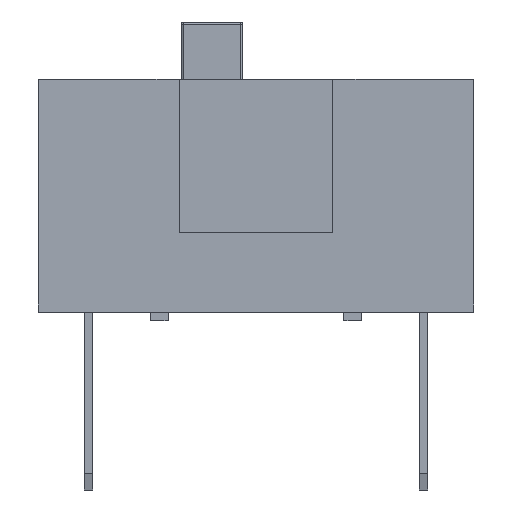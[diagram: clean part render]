
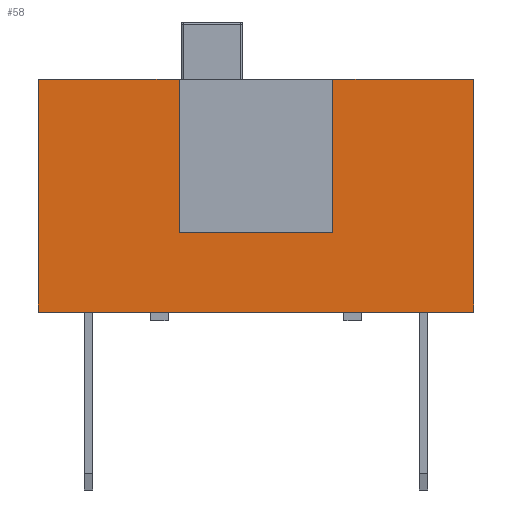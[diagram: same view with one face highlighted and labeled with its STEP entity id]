
A CAD part, left-side view. The second image highlights one B-rep face of the part: STEP entity #58.
In plain terms, the highlighted planar face has unit normal (-1, 0, 0).
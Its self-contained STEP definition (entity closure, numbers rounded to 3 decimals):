
#58=ADVANCED_FACE('',(#11659),#11661,.T.);
#11659=FACE_BOUND('',#11660,.T.);
#11660=EDGE_LOOP('',(#20790,#20791,#20792,#20793,#20794,#20795,#20796,#20797));
#11661=PLANE('',#11662);
#11662=AXIS2_PLACEMENT_3D('',#11663,#11664,#11665);
#11663=CARTESIAN_POINT('',(-2.,0.,0.));
#11664=DIRECTION('',(-1.,0.,0.));
#11665=DIRECTION('',(0.,0.,1.));
#20790=ORIENTED_EDGE('',*,*,#27680,.T.);
#20791=ORIENTED_EDGE('',*,*,#27681,.T.);
#20792=ORIENTED_EDGE('',*,*,#27682,.T.);
#20793=ORIENTED_EDGE('',*,*,#27683,.T.);
#20794=ORIENTED_EDGE('',*,*,#27684,.T.);
#20795=ORIENTED_EDGE('',*,*,#27685,.T.);
#20796=ORIENTED_EDGE('',*,*,#27686,.T.);
#20797=ORIENTED_EDGE('',*,*,#27687,.T.);
#27680=EDGE_CURVE('',#31125,#31126,#31127,.F.);
#27681=EDGE_CURVE('',#31126,#31128,#31129,.F.);
#27682=EDGE_CURVE('',#31128,#31130,#31131,.F.);
#27683=EDGE_CURVE('',#31130,#31132,#31133,.T.);
#27684=EDGE_CURVE('',#31132,#31134,#31135,.T.);
#27685=EDGE_CURVE('',#31134,#31136,#31137,.T.);
#27686=EDGE_CURVE('',#31136,#31138,#31139,.T.);
#27687=EDGE_CURVE('',#31138,#31125,#31140,.T.);
#31125=VERTEX_POINT('',#36784);
#31126=VERTEX_POINT('',#36785);
#31127=LINE('',#36786,#36787);
#31128=VERTEX_POINT('',#36789);
#31129=LINE('',#36790,#36791);
#31130=VERTEX_POINT('',#36793);
#31131=LINE('',#36794,#36795);
#31132=VERTEX_POINT('',#36797);
#31133=LINE('',#36798,#36799);
#31134=VERTEX_POINT('',#36801);
#31135=LINE('',#36802,#36803);
#31136=VERTEX_POINT('',#36805);
#31137=LINE('',#36806,#36807);
#31138=VERTEX_POINT('',#36809);
#31139=LINE('',#36810,#36811);
#31140=LINE('',#36813,#36814);
#36784=CARTESIAN_POINT('',(-2.,2.06,5.5));
#36785=CARTESIAN_POINT('',(-2.,2.06,2.));
#36786=CARTESIAN_POINT('',(-2.,2.06,2.));
#36787=VECTOR('',#36788,1.);
#36788=DIRECTION('',(0.,0.,1.));
#36789=CARTESIAN_POINT('',(-2.,5.56,2.));
#36790=CARTESIAN_POINT('',(-2.,5.56,2.));
#36791=VECTOR('',#36792,1.);
#36792=DIRECTION('',(0.,-1.,0.));
#36793=CARTESIAN_POINT('',(-2.,5.56,5.5));
#36794=CARTESIAN_POINT('',(-2.,5.56,5.5));
#36795=VECTOR('',#36796,1.);
#36796=DIRECTION('',(0.,0.,-1.));
#36797=CARTESIAN_POINT('',(-2.,8.76,5.5));
#36798=CARTESIAN_POINT('',(-2.,5.56,5.5));
#36799=VECTOR('',#36800,1.);
#36800=DIRECTION('',(0.,1.,0.));
#36801=CARTESIAN_POINT('',(-2.,8.76,0.2));
#36802=CARTESIAN_POINT('',(-2.,8.76,5.5));
#36803=VECTOR('',#36804,1.);
#36804=DIRECTION('',(0.,0.,-1.));
#36805=CARTESIAN_POINT('',(-2.,-1.14,0.2));
#36806=CARTESIAN_POINT('',(-2.,8.76,0.2));
#36807=VECTOR('',#36808,1.);
#36808=DIRECTION('',(0.,-1.,0.));
#36809=CARTESIAN_POINT('',(-2.,-1.14,5.5));
#36810=CARTESIAN_POINT('',(-2.,-1.14,0.2));
#36811=VECTOR('',#36812,1.);
#36812=DIRECTION('',(0.,0.,1.));
#36813=CARTESIAN_POINT('',(-2.,-1.14,5.5));
#36814=VECTOR('',#36815,1.);
#36815=DIRECTION('',(0.,1.,0.));
